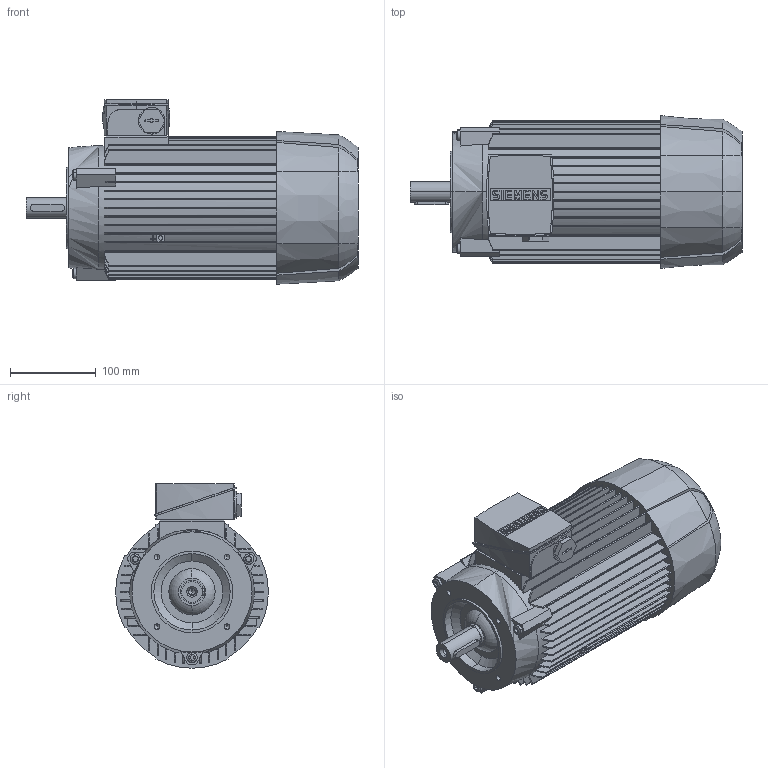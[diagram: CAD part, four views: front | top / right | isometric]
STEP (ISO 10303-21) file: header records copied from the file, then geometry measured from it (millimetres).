
FILE_DESCRIPTION(('STEP AP214'),'1');
FILE_NAME('cctmp_2E6C7F32-538B-4E9D-A66B-C9BE164F3916_2023_06_12_04_40_28_0244..stp','2023-06-12T02:40:28',('SIEMENS A&D'),('CADClick - www.CADClick.com'),'Spatial InterOp 3D',' ','unknown authorization');
FILE_SCHEMA(('AUTOMOTIVE_DESIGN'));
Length unit declared in the file: millimetre
Products named in the file (1): 2023_06_12_04_40_28_0232
Bounding box: 387 x 178 x 215 mm (x, y, z)
Volume: 6619401.7 mm3; surface area: 449240.6 mm2
Topology: 1 solids, 1 shells, 632 faces, 1780 edges, 1163 vertices
Faces by surface type: plane 381, cylinder 165, torus 54, cone 32
Entity records: 26604 total; most frequent: CARTESIAN_POINT 5071, ORIENTED_EDGE 3516, DIRECTION 3427, EDGE_CURVE 1758, AXIS2_PLACEMENT_3D 1182, VERTEX_POINT 1163, LINE 1063, VECTOR 1063
